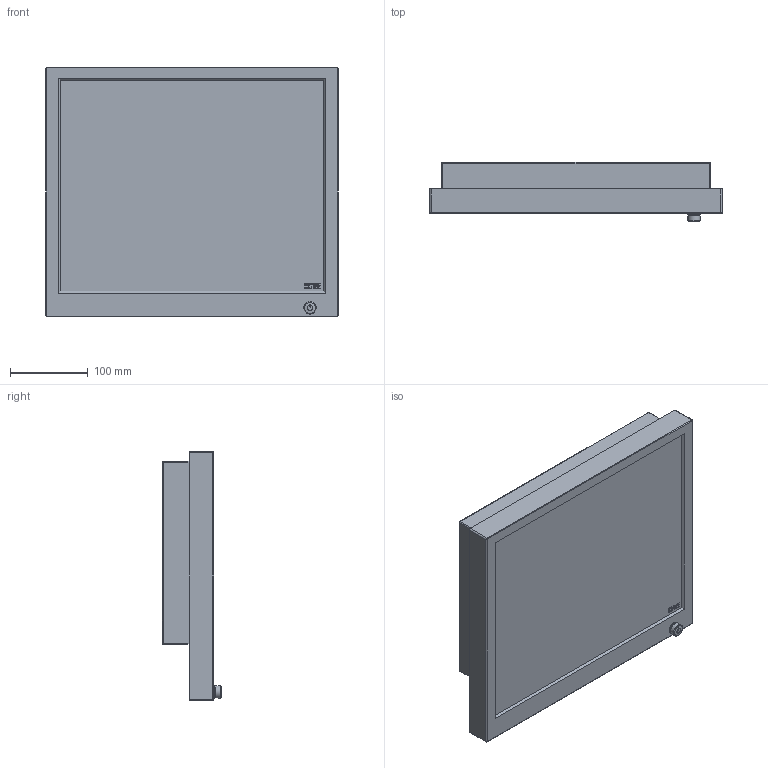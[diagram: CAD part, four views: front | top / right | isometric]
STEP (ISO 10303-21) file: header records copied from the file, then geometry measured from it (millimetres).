
FILE_DESCRIPTION(/* description */ ('Unknown'),/* implementation_level */ '2;1');
FILE_NAME(/* name */ 'N170DE 3d',/* time_stamp */ '2020-10-30T16:39:00+01:00',/* author */ ('Unknown'),/* organization */ ('Unknown'),/* preprocessor_version */ 'ST-DEVELOPER v16.7',/* originating_system */ 'Solid Edge',/* authorisation */ 'Unknown');
FILE_SCHEMA (('AUTOMOTIVE_DESIGN {1 0 10303 214 3 1 1}'));
Length unit declared in the file: millimetre
Products named in the file (3): N170DE 3d; N170DE 3d-model; 0901178 knop
Assembly tree (2 placements, depth 2):
  N170DE 3d
    N170DE 3d-model
    0901178 knop
Bounding box: 376.9 x 76.3 x 322 mm (x, y, z)
Volume: 6414698.6 mm3; surface area: 327918.3 mm2
Topology: 2 solids, 2 shells, 127 faces, 299 edges, 189 vertices
Faces by surface type: plane 73, cylinder 29, bspline 15, torus 5, sphere 3, cone 2
Full cylindrical faces by diameter (mm): 2.621 x1, 3.121 x8, 14 x1, 14.4 x1, 16 x1
Entity records: 4827 total; most frequent: CARTESIAN_POINT 1302, ORIENTED_EDGE 544, DIRECTION 455, EDGE_CURVE 272, VERTEX_POINT 183, AXIS2_PLACEMENT_3D 178, EDGE_LOOP 161, FACE_BOUND 161
